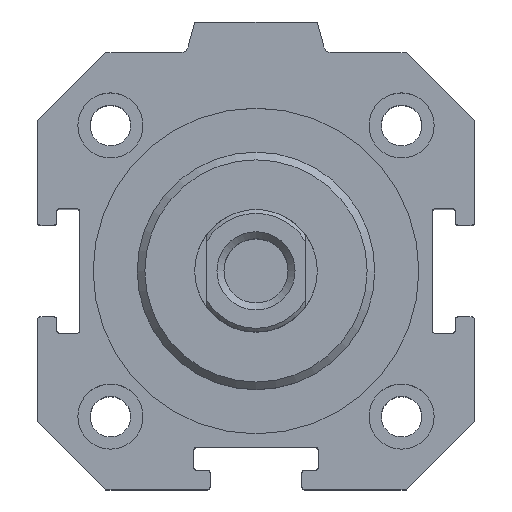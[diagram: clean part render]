
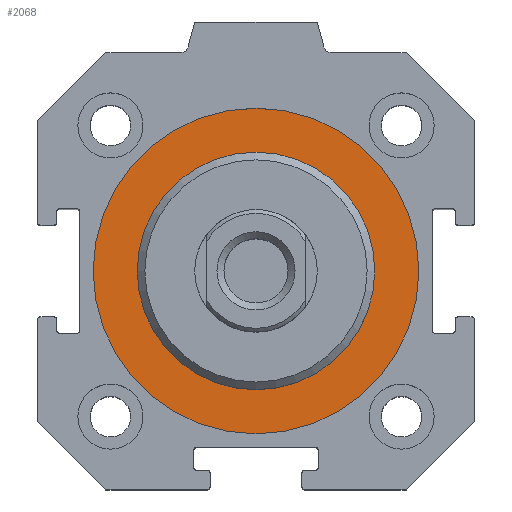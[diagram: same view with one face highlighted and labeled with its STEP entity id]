
A CAD part, top view. The second image highlights one B-rep face of the part: STEP entity #2068.
In plain terms, the highlighted planar face has unit normal (0, 0, 1).
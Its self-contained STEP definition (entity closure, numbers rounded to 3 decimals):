
#342=PLANE('',#2208);
#413=FACE_BOUND('',#607,.T.);
#414=FACE_BOUND('',#608,.T.);
#607=EDGE_LOOP('',(#1401));
#608=EDGE_LOOP('',(#1402));
#796=CIRCLE('',#2206,21.25);
#798=CIRCLE('',#2209,15.5);
#916=VERTEX_POINT('',#3124);
#918=VERTEX_POINT('',#3129);
#1120=EDGE_CURVE('',#916,#916,#796,.T.);
#1122=EDGE_CURVE('',#918,#918,#798,.T.);
#1401=ORIENTED_EDGE('',*,*,#1122,.F.);
#1402=ORIENTED_EDGE('',*,*,#1120,.F.);
#2068=ADVANCED_FACE('',(#413,#414),#342,.T.);
#2206=AXIS2_PLACEMENT_3D('',#3125,#2468,#2469);
#2208=AXIS2_PLACEMENT_3D('',#3128,#2472,#2473);
#2209=AXIS2_PLACEMENT_3D('',#3130,#2474,#2475);
#2468=DIRECTION('center_axis',(0.,0.,-1.));
#2469=DIRECTION('ref_axis',(-1.,0.,0.));
#2472=DIRECTION('center_axis',(0.,0.,1.));
#2473=DIRECTION('ref_axis',(1.,0.,0.));
#2474=DIRECTION('center_axis',(0.,0.,1.));
#2475=DIRECTION('ref_axis',(-1.,0.,0.));
#3124=CARTESIAN_POINT('',(21.25,0.,46.5));
#3125=CARTESIAN_POINT('Origin',(0.,0.,46.5));
#3128=CARTESIAN_POINT('Origin',(0.,0.,
46.5));
#3129=CARTESIAN_POINT('',(15.5,0.,46.5));
#3130=CARTESIAN_POINT('Origin',(0.,0.,46.5));
